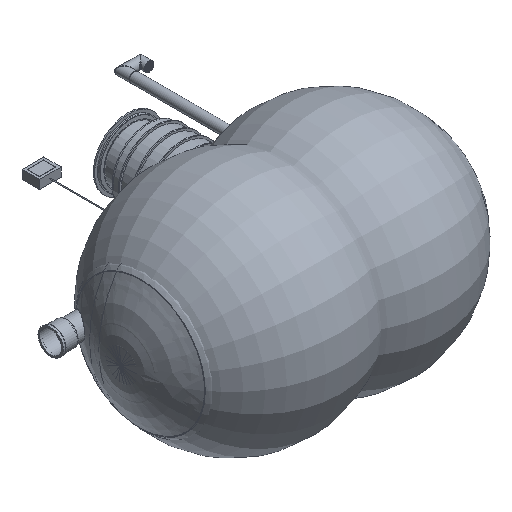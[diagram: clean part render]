
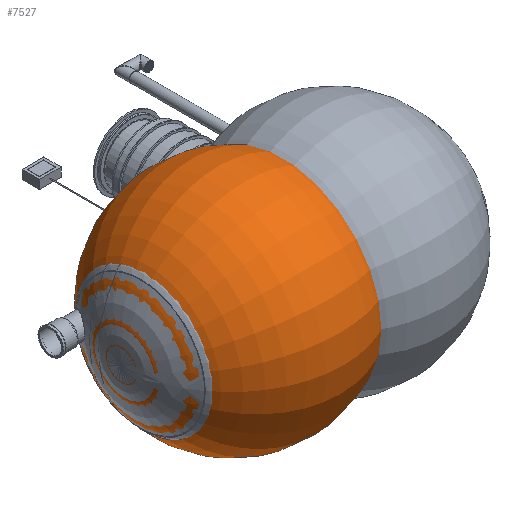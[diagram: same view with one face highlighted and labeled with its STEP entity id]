
A CAD part, isometric view. The second image highlights one B-rep face of the part: STEP entity #7527.
In plain terms, the highlighted toroidal (fillet/blend) face has major radius 2.49 mm and minor radius 1280 mm.
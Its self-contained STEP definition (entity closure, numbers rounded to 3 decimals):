
#106=VERTEX_LOOP('',#4319);
#108=DEGENERATE_TOROIDAL_SURFACE('',#8730,2.49,1280.,.T.);
#1590=B_SPLINE_CURVE_WITH_KNOTS('',3,(#12573,#12574,#12575,#12576,#12577,
#12578,#12579,#12580,#12581,#12582,#12583,#12584,#12585,#12586,#12587,#12588,
#12589,#12590,#12591,#12592,#12593,#12594,#12595,#12596,#12597,#12598,#12599,
#12600,#12601,#12602,#12603,#12604,#12605,#12606,#12607,#12608,#12609,#12610,
#12611,#12612,#12613,#12614,#12615,#12616,#12617,#12618,#12619,#12620,#12621,
#12622,#12623,#12624,#12625,#12626,#12627,#12628),.UNSPECIFIED.,.F.,.F.,
(4,1,1,1,1,1,1,1,1,1,1,1,1,1,1,1,1,1,1,1,1,1,1,1,1,1,1,1,1,1,1,1,1,1,1,
1,1,1,1,1,1,1,1,1,1,1,1,1,1,1,1,1,1,4),(0.,0.021,
0.042,0.052,0.063,0.084,
0.094,0.105,0.125,0.146,
0.157,0.167,0.188,0.199,
0.209,0.22,0.23,0.251,
0.256,0.261,0.272,0.293,
0.303,0.309,0.314,0.335,
0.34,0.345,0.356,0.366,
0.376,0.387,0.397,0.408,
0.418,0.429,0.439,0.45,
0.46,0.471,0.481,0.492,
0.502,0.512,0.523,0.544,
0.554,0.565,0.586,0.607,
0.617,0.627,0.648,0.669),
 .UNSPECIFIED.);
#1676=ORIENTED_EDGE('',*,*,#3431,.T.);
#1677=ORIENTED_EDGE('',*,*,#3432,.T.);
#3431=EDGE_CURVE('',#4320,#4321,#5002,.T.);
#3432=EDGE_CURVE('',#4321,#4320,#1590,.T.);
#4319=VERTEX_POINT('',#12569);
#4320=VERTEX_POINT('',#12571);
#4321=VERTEX_POINT('',#12572);
#5002=CIRCLE('',#8731,736.783);
#5437=EDGE_LOOP('',(#1676,#1677));
#6393=FACE_BOUND('',#106,.T.);
#6394=FACE_BOUND('',#5437,.T.);
#7527=ADVANCED_FACE('',(#6393,#6394),#108,.F.);
#8730=AXIS2_PLACEMENT_3D('',#12568,#9829,#9830);
#8731=AXIS2_PLACEMENT_3D('',#12570,#9831,#9832);
#9829=DIRECTION('',(0.,0.,-1.));
#9830=DIRECTION('',(-1.,0.,0.));
#9831=DIRECTION('',(0.,0.,-1.));
#9832=DIRECTION('',(-1.,0.,0.));
#12568=CARTESIAN_POINT('',(2.497,0.,-997.188));
#12569=CARTESIAN_POINT('',(2.497,0.,282.809));
#12570=CARTESIAN_POINT('',(2.497,0.,51.246));
#12571=CARTESIAN_POINT('',(735.133,-78.052,51.246));
#12572=CARTESIAN_POINT('',(735.133,78.052,51.246));
#12573=CARTESIAN_POINT('',(735.133,78.052,51.246));
#12574=CARTESIAN_POINT('',(730.995,83.228,53.744));
#12575=CARTESIAN_POINT('',(722.115,92.659,59.086));
#12576=CARTESIAN_POINT('',(709.69,102.385,66.5));
#12577=CARTESIAN_POINT('',(698.926,109.,72.88));
#12578=CARTESIAN_POINT('',(687.869,114.693,79.404));
#12579=CARTESIAN_POINT('',(676.419,119.06,86.113));
#12580=CARTESIAN_POINT('',(664.573,122.148,93.004));
#12581=CARTESIAN_POINT('',(652.486,124.362,100.001));
#12582=CARTESIAN_POINT('',(637.391,125.435,108.677));
#12583=CARTESIAN_POINT('',(622.231,124.332,117.307));
#12584=CARTESIAN_POINT('',(610.067,122.07,124.184));
#12585=CARTESIAN_POINT('',(598.188,118.935,130.868));
#12586=CARTESIAN_POINT('',(586.668,114.495,137.306));
#12587=CARTESIAN_POINT('',(575.557,108.713,143.478));
#12588=CARTESIAN_POINT('',(567.391,103.639,147.995));
#12589=CARTESIAN_POINT('',(559.635,97.946,152.269));
#12590=CARTESIAN_POINT('',(549.889,89.567,157.619));
#12591=CARTESIAN_POINT('',(542.137,81.177,161.852));
#12592=CARTESIAN_POINT('',(536.105,73.166,165.135));
#12593=CARTESIAN_POINT('',(532.249,67.587,167.23));
#12594=CARTESIAN_POINT('',(526.134,57.47,170.546));
#12595=CARTESIAN_POINT('',(520.552,45.077,173.562));
#12596=CARTESIAN_POINT('',(516.969,33.461,175.493));
#12597=CARTESIAN_POINT('',(515.323,26.607,176.38));
#12598=CARTESIAN_POINT('',(513.308,16.311,177.465));
#12599=CARTESIAN_POINT('',(512.377,5.879,177.965));
#12600=CARTESIAN_POINT('',(512.546,-4.662,177.874));
#12601=CARTESIAN_POINT('',(512.961,-11.746,177.651));
#12602=CARTESIAN_POINT('',(514.037,-20.48,177.072));
#12603=CARTESIAN_POINT('',(516.176,-30.698,175.921));
#12604=CARTESIAN_POINT('',(519.145,-40.673,174.321));
#12605=CARTESIAN_POINT('',(522.96,-50.421,172.261));
#12606=CARTESIAN_POINT('',(527.473,-59.617,169.82));
#12607=CARTESIAN_POINT('',(532.657,-68.321,167.009));
#12608=CARTESIAN_POINT('',(538.514,-76.559,163.825));
#12609=CARTESIAN_POINT('',(544.96,-84.23,160.311));
#12610=CARTESIAN_POINT('',(551.85,-91.221,156.542));
#12611=CARTESIAN_POINT('',(559.186,-97.59,152.516));
#12612=CARTESIAN_POINT('',(566.986,-103.365,148.219));
#12613=CARTESIAN_POINT('',(575.111,-108.458,143.725));
#12614=CARTESIAN_POINT('',(583.459,-112.846,139.089));
#12615=CARTESIAN_POINT('',(592.043,-116.568,134.302));
#12616=CARTESIAN_POINT('',(600.86,-119.632,129.364));
#12617=CARTESIAN_POINT('',(609.882,-122.029,124.288));
#12618=CARTESIAN_POINT('',(621.927,-124.288,117.48));
#12619=CARTESIAN_POINT('',(634.055,-125.212,110.576));
#12620=CARTESIAN_POINT('',(646.28,-124.804,103.568));
#12621=CARTESIAN_POINT('',(658.48,-123.491,96.54));
#12622=CARTESIAN_POINT('',(673.304,-120.222,87.937));
#12623=CARTESIAN_POINT('',(687.662,-114.79,79.525));
#12624=CARTESIAN_POINT('',(698.834,-109.052,72.935));
#12625=CARTESIAN_POINT('',(709.504,-102.509,66.611));
#12626=CARTESIAN_POINT('',(721.975,-92.804,59.171));
#12627=CARTESIAN_POINT('',(730.99,-83.235,53.747));
#12628=CARTESIAN_POINT('',(735.133,-78.052,51.246));
